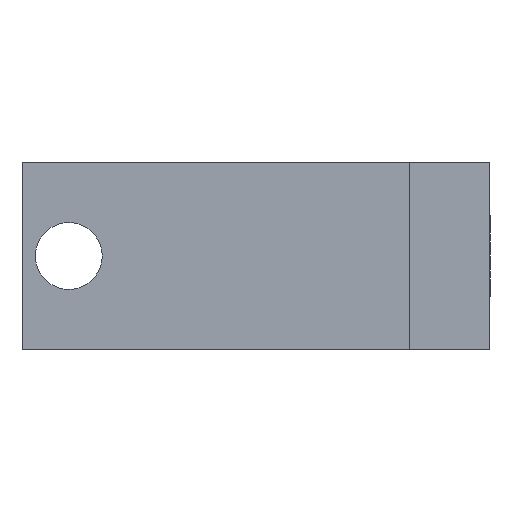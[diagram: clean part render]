
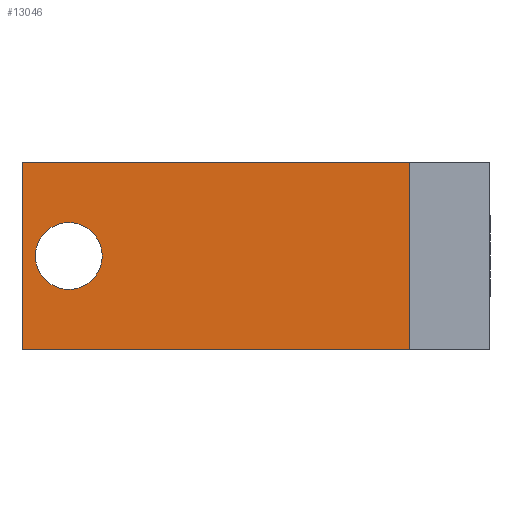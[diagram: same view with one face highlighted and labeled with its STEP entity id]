
A CAD part, left-side view. The second image highlights one B-rep face of the part: STEP entity #13046.
In plain terms, the highlighted planar face has unit normal (-1, 0, 0).
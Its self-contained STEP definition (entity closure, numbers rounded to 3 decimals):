
#96 = VECTOR ( 'NONE', #7113, 1000. ) ;
#101 = CARTESIAN_POINT ( 'NONE',  ( -22., 63., 5. ) ) ;
#120 = DIRECTION ( 'NONE',  ( 0., -1., 0. ) ) ;
#241 = DIRECTION ( 'NONE',  ( 0., 0., 1. ) ) ;
#536 = CARTESIAN_POINT ( 'NONE',  ( -22., 12., 14. ) ) ;
#552 = DIRECTION ( 'NONE',  ( 0., 0., 1. ) ) ;
#573 = VECTOR ( 'NONE', #120, 1000. ) ;
#1754 = DIRECTION ( 'NONE',  ( -1., 0., 0. ) ) ;
#1779 = FACE_OUTER_BOUND ( 'NONE', #6476, .T. ) ;
#2043 = DIRECTION ( 'NONE',  ( 0., 0., -1. ) ) ;
#2058 = CARTESIAN_POINT ( 'NONE',  ( -22., 70., -14. ) ) ;
#2202 = CIRCLE ( 'NONE', #9918, 5. ) ;
#2505 = CARTESIAN_POINT ( 'NONE',  ( -22., 70., 14. ) ) ;
#2629 = ORIENTED_EDGE ( 'NONE', *, *, #13525, .F. ) ;
#2778 = ORIENTED_EDGE ( 'NONE', *, *, #12500, .F. ) ;
#3108 = EDGE_CURVE ( 'NONE', #9113, #4582, #2202, .T. ) ;
#3990 = LINE ( 'NONE', #536, #7021 ) ;
#4005 = AXIS2_PLACEMENT_3D ( 'NONE', #7485, #1754, #552 ) ;
#4065 = ORIENTED_EDGE ( 'NONE', *, *, #9176, .T. ) ;
#4164 = LINE ( 'NONE', #5138, #5724 ) ;
#4261 = CARTESIAN_POINT ( 'NONE',  ( -22., 12., 14. ) ) ;
#4582 = VERTEX_POINT ( 'NONE', #101 ) ;
#4695 = DIRECTION ( 'NONE',  ( -1., 0., 0. ) ) ;
#4826 = VERTEX_POINT ( 'NONE', #9256 ) ;
#4866 = PLANE ( 'NONE',  #7989 ) ;
#5138 = CARTESIAN_POINT ( 'NONE',  ( -22., 12., -14. ) ) ;
#5724 = VECTOR ( 'NONE', #11983, 1000. ) ;
#6476 = EDGE_LOOP ( 'NONE', ( #4065, #2778, #8274, #11146 ) ) ;
#6764 = CARTESIAN_POINT ( 'NONE',  ( -22., 70., 14. ) ) ;
#7021 = VECTOR ( 'NONE', #2043, 1000. ) ;
#7113 = DIRECTION ( 'NONE',  ( 0., 0., -1. ) ) ;
#7431 = CARTESIAN_POINT ( 'NONE',  ( -22., 12., 14. ) ) ;
#7485 = CARTESIAN_POINT ( 'NONE',  ( -22., 63., 0. ) ) ;
#7989 = AXIS2_PLACEMENT_3D ( 'NONE', #7431, #13148, #12012 ) ;
#8037 = CARTESIAN_POINT ( 'NONE',  ( -22., 12., 14. ) ) ;
#8210 = VERTEX_POINT ( 'NONE', #6764 ) ;
#8274 = ORIENTED_EDGE ( 'NONE', *, *, #10573, .F. ) ;
#8879 = VERTEX_POINT ( 'NONE', #4261 ) ;
#8983 = EDGE_LOOP ( 'NONE', ( #2629, #14313 ) ) ;
#9113 = VERTEX_POINT ( 'NONE', #13119 ) ;
#9176 = EDGE_CURVE ( 'NONE', #10975, #4826, #4164, .T. ) ;
#9256 = CARTESIAN_POINT ( 'NONE',  ( -22., 12., -14. ) ) ;
#9444 = LINE ( 'NONE', #2505, #96 ) ;
#9918 = AXIS2_PLACEMENT_3D ( 'NONE', #13811, #4695, #241 ) ;
#10573 = EDGE_CURVE ( 'NONE', #8210, #8879, #12622, .T. ) ;
#10975 = VERTEX_POINT ( 'NONE', #2058 ) ;
#11146 = ORIENTED_EDGE ( 'NONE', *, *, #11424, .T. ) ;
#11424 = EDGE_CURVE ( 'NONE', #8210, #10975, #9444, .T. ) ;
#11983 = DIRECTION ( 'NONE',  ( 0., -1., 0. ) ) ;
#12012 = DIRECTION ( 'NONE',  ( 0., 0., -1. ) ) ;
#12095 = FACE_BOUND ( 'NONE', #8983, .T. ) ;
#12500 = EDGE_CURVE ( 'NONE', #8879, #4826, #3990, .T. ) ;
#12622 = LINE ( 'NONE', #8037, #573 ) ;
#13046 = ADVANCED_FACE ( 'NONE', ( #12095, #1779 ), #4866, .F. ) ;
#13119 = CARTESIAN_POINT ( 'NONE',  ( -22., 63., -5. ) ) ;
#13148 = DIRECTION ( 'NONE',  ( 1., 0., 0. ) ) ;
#13525 = EDGE_CURVE ( 'NONE', #4582, #9113, #14834, .T. ) ;
#13811 = CARTESIAN_POINT ( 'NONE',  ( -22., 63., 0. ) ) ;
#14313 = ORIENTED_EDGE ( 'NONE', *, *, #3108, .F. ) ;
#14834 = CIRCLE ( 'NONE', #4005, 5. ) ;
